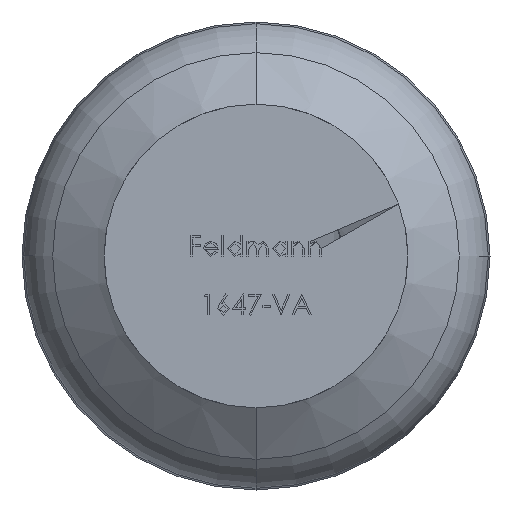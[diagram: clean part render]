
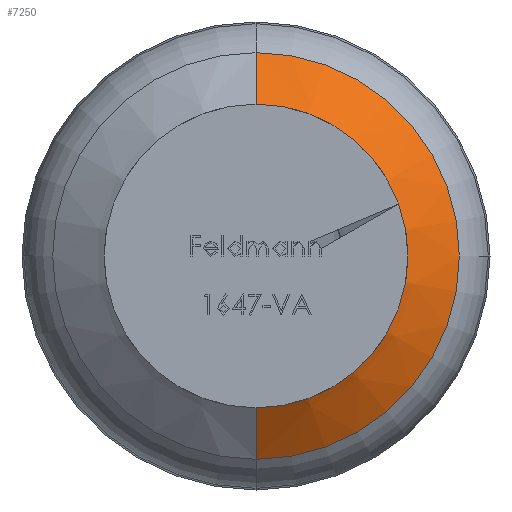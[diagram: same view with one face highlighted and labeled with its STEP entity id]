
A CAD part, front view. The second image highlights one B-rep face of the part: STEP entity #7250.
In plain terms, the highlighted conical face has half-angle 53.51 degrees and reference radius 4.616 mm.
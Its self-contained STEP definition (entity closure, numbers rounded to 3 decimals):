
#553 = AXIS2_PLACEMENT_3D ( 'NONE', #3977, #8559, #4653 ) ;
#683 = CARTESIAN_POINT ( 'NONE',  ( 0., 827.054, -4.616 ) ) ;
#871 = EDGE_LOOP ( 'NONE', ( #6891, #5951, #6573, #7215 ) ) ;
#1048 = CARTESIAN_POINT ( 'NONE',  ( 0., 827.054, 0. ) ) ;
#1769 = CARTESIAN_POINT ( 'NONE',  ( 0., 827.054, -4.616 ) ) ;
#1856 = VERTEX_POINT ( 'NONE', #2849 ) ;
#2005 = CIRCLE ( 'NONE', #553, 8.034 ) ;
#2043 = VERTEX_POINT ( 'NONE', #1769 ) ;
#2061 = CARTESIAN_POINT ( 'NONE',  ( 0., 827.054, 4.616 ) ) ;
#2073 = CONICAL_SURFACE ( 'NONE', #3133, 4.616, 0.934 ) ;
#2112 = LINE ( 'NONE', #683, #6020 ) ;
#2178 = CARTESIAN_POINT ( 'NONE',  ( 0., 827.054, 0. ) ) ;
#2445 = CIRCLE ( 'NONE', #5878, 4.616 ) ;
#2469 = DIRECTION ( 'NONE',  ( 0., 0., 1. ) ) ;
#2849 = CARTESIAN_POINT ( 'NONE',  ( 0., 829.582, 8.034 ) ) ;
#2888 = DIRECTION ( 'NONE',  ( 0., 0., -1. ) ) ;
#3133 = AXIS2_PLACEMENT_3D ( 'NONE', #1048, #5303, #2469 ) ;
#3310 = VERTEX_POINT ( 'NONE', #8448 ) ;
#3566 = VERTEX_POINT ( 'NONE', #3849 ) ;
#3849 = CARTESIAN_POINT ( 'NONE',  ( 0., 829.582, -8.034 ) ) ;
#3977 = CARTESIAN_POINT ( 'NONE',  ( 0., 829.582, 0. ) ) ;
#4208 = FACE_OUTER_BOUND ( 'NONE', #871, .T. ) ;
#4653 = DIRECTION ( 'NONE',  ( 0., 0., -1. ) ) ;
#5303 = DIRECTION ( 'NONE',  ( 0., 1., 0. ) ) ;
#5393 = VECTOR ( 'NONE', #7514, 1000. ) ;
#5600 = DIRECTION ( 'NONE',  ( 0., 0.595, -0.804 ) ) ;
#5878 = AXIS2_PLACEMENT_3D ( 'NONE', #2178, #6989, #2888 ) ;
#5951 = ORIENTED_EDGE ( 'NONE', *, *, #7899, .T. ) ;
#5985 = EDGE_CURVE ( 'NONE', #3310, #1856, #8813, .T. ) ;
#6020 = VECTOR ( 'NONE', #5600, 1000. ) ;
#6573 = ORIENTED_EDGE ( 'NONE', *, *, #7578, .T. ) ;
#6891 = ORIENTED_EDGE ( 'NONE', *, *, #7450, .F. ) ;
#6989 = DIRECTION ( 'NONE',  ( 0., -1., 0. ) ) ;
#7215 = ORIENTED_EDGE ( 'NONE', *, *, #5985, .F. ) ;
#7250 = ADVANCED_FACE ( 'NONE', ( #4208 ), #2073, .T. ) ;
#7450 = EDGE_CURVE ( 'NONE', #2043, #3310, #2445, .T. ) ;
#7514 = DIRECTION ( 'NONE',  ( 0., 0.595, 0.804 ) ) ;
#7578 = EDGE_CURVE ( 'NONE', #3566, #1856, #2005, .T. ) ;
#7899 = EDGE_CURVE ( 'NONE', #2043, #3566, #2112, .T. ) ;
#8448 = CARTESIAN_POINT ( 'NONE',  ( 0., 827.054, 4.616 ) ) ;
#8559 = DIRECTION ( 'NONE',  ( 0., -1., 0. ) ) ;
#8813 = LINE ( 'NONE', #2061, #5393 ) ;
